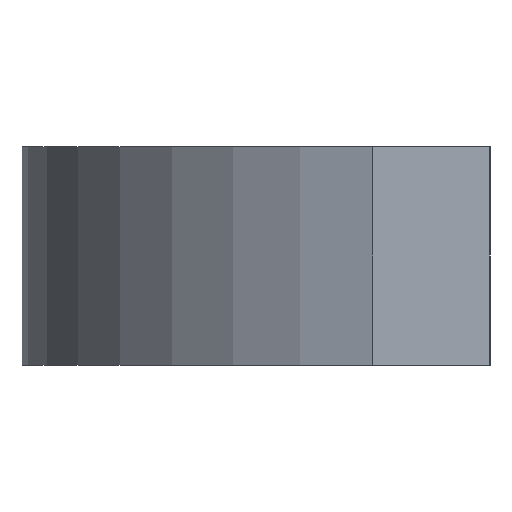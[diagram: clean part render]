
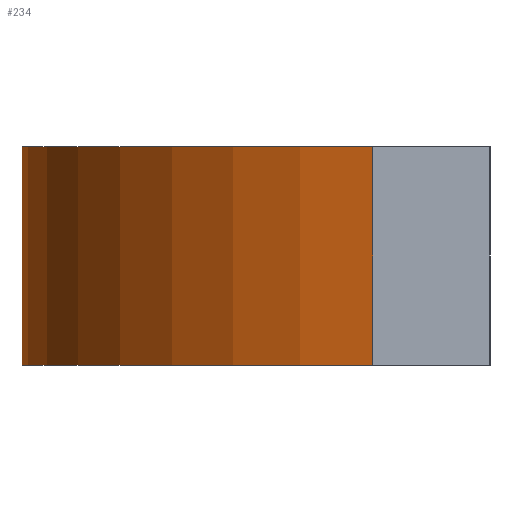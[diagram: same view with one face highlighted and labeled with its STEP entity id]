
A CAD part, left-side view. The second image highlights one B-rep face of the part: STEP entity #234.
In plain terms, the highlighted cylindrical face has radius 30 mm (diameter 60 mm), a partial arc.
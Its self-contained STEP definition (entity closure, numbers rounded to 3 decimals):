
#39 = DIRECTION ( 'NONE',  ( 0., 0., -1. ) ) ;
#101 = VERTEX_POINT ( 'NONE', #523 ) ;
#114 = ORIENTED_EDGE ( 'NONE', *, *, #480, .T. ) ;
#121 = DIRECTION ( 'NONE',  ( 0., 0., 1. ) ) ;
#125 = DIRECTION ( 'NONE',  ( 0., 0., -1. ) ) ;
#129 = LINE ( 'NONE', #427, #471 ) ;
#143 = VERTEX_POINT ( 'NONE', #248 ) ;
#172 = CARTESIAN_POINT ( 'NONE',  ( 0., 0., 0. ) ) ;
#181 = EDGE_CURVE ( 'NONE', #518, #101, #494, .T. ) ;
#194 = CYLINDRICAL_SURFACE ( 'NONE', #247, 30. ) ;
#195 = VERTEX_POINT ( 'NONE', #250 ) ;
#217 = EDGE_CURVE ( 'NONE', #195, #518, #411, .T. ) ;
#219 = DIRECTION ( 'NONE',  ( 1., 0., 0. ) ) ;
#234 = ADVANCED_FACE ( 'NONE', ( #588 ), #194, .T. ) ;
#244 = AXIS2_PLACEMENT_3D ( 'NONE', #172, #121, #219 ) ;
#245 = CARTESIAN_POINT ( 'NONE',  ( 0., 0., 14. ) ) ;
#247 = AXIS2_PLACEMENT_3D ( 'NONE', #497, #395, #397 ) ;
#248 = CARTESIAN_POINT ( 'NONE',  ( 29.047, 7.5, 0. ) ) ;
#249 = EDGE_LOOP ( 'NONE', ( #114, #399, #617, #586 ) ) ;
#250 = CARTESIAN_POINT ( 'NONE',  ( 29.047, 7.5, 14. ) ) ;
#273 = CARTESIAN_POINT ( 'NONE',  ( -29.047, 7.5, 14. ) ) ;
#395 = DIRECTION ( 'NONE',  ( 0., 0., -1. ) ) ;
#397 = DIRECTION ( 'NONE',  ( -1., 0., 0. ) ) ;
#399 = ORIENTED_EDGE ( 'NONE', *, *, #181, .F. ) ;
#411 = CIRCLE ( 'NONE', #587, 30. ) ;
#427 = CARTESIAN_POINT ( 'NONE',  ( 29.047, 7.5, 14. ) ) ;
#439 = CIRCLE ( 'NONE', #244, 30. ) ;
#441 = DIRECTION ( 'NONE',  ( 1., 0., 0. ) ) ;
#471 = VECTOR ( 'NONE', #125, 1000. ) ;
#480 = EDGE_CURVE ( 'NONE', #143, #101, #439, .T. ) ;
#494 = LINE ( 'NONE', #596, #641 ) ;
#497 = CARTESIAN_POINT ( 'NONE',  ( 0., 0., 14. ) ) ;
#506 = EDGE_CURVE ( 'NONE', #195, #143, #129, .T. ) ;
#518 = VERTEX_POINT ( 'NONE', #273 ) ;
#523 = CARTESIAN_POINT ( 'NONE',  ( -29.047, 7.5, 0. ) ) ;
#585 = DIRECTION ( 'NONE',  ( 0., 0., 1. ) ) ;
#586 = ORIENTED_EDGE ( 'NONE', *, *, #506, .T. ) ;
#587 = AXIS2_PLACEMENT_3D ( 'NONE', #245, #585, #441 ) ;
#588 = FACE_OUTER_BOUND ( 'NONE', #249, .T. ) ;
#596 = CARTESIAN_POINT ( 'NONE',  ( -29.047, 7.5, 14. ) ) ;
#617 = ORIENTED_EDGE ( 'NONE', *, *, #217, .F. ) ;
#641 = VECTOR ( 'NONE', #39, 1000. ) ;
